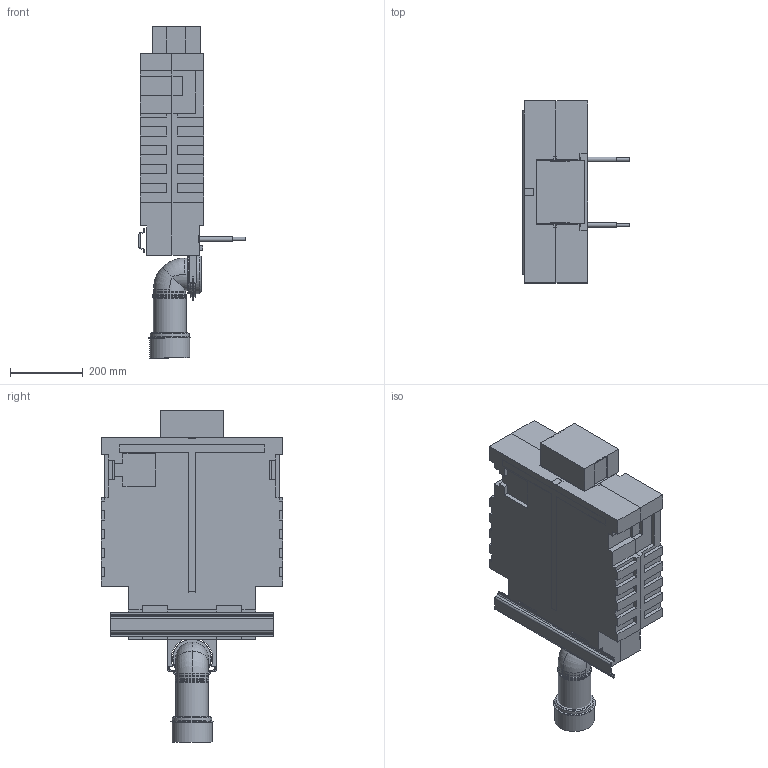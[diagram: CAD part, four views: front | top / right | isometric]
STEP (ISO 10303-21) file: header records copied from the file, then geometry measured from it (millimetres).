
FILE_DESCRIPTION(/* description */ ('Unknown'),/* implementation_level */ '2;1');
FILE_NAME(/* name */ '38415001',/* time_stamp */ '2022-09-07T17:48:07+02:00',/* author */ ('Unknown'),/* organization */ ('GROHE AG'),/* preprocessor_version */ 'ST-DEVELOPER v16.7',/* originating_system */ 'DEX',/* authorisation */ $);
FILE_SCHEMA (('AUTOMOTIVE_DESIGN {1 0 10303 214 3 1 1}'));
Length unit declared in the file: millimetre
Products named in the file (9): 38415001; 38415001_0; 38415001_1; 38415001_2; 38415001_3; 38415001_4; 38415001_5; id286
Assembly tree (8 placements, depth 2):
  38415001
    38415001
    38415001_0
    38415001_1
    38415001_2
    38415001_3
    38415001_4
    38415001_5
    id286
Bounding box: 292 x 500 x 913 mm (x, y, z)
Volume: 2812370.4 mm3; surface area: 1885829.1 mm2
Topology: 7 solids, 30 shells, 657 faces, 2280 edges, 1609 vertices
Faces by surface type: plane 426, cylinder 159, bspline 40, torus 19, cone 13
Full cylindrical faces by diameter (mm): 10 x2, 13.5 x2, 89.4 x3, 90 x1, 90.2 x1, 93 x2, 99 x1, 100.5 x1, 105 x1, 107.2 x1, 107.6 x1, 110 x1, 116 x1
Entity records: 25576 total; most frequent: CARTESIAN_POINT 6214, DIRECTION 3817, ORIENTED_EDGE 3617, EDGE_CURVE 2252, VERTEX_POINT 1608, LINE 1563, VECTOR 1563, AXIS2_PLACEMENT_3D 1127
